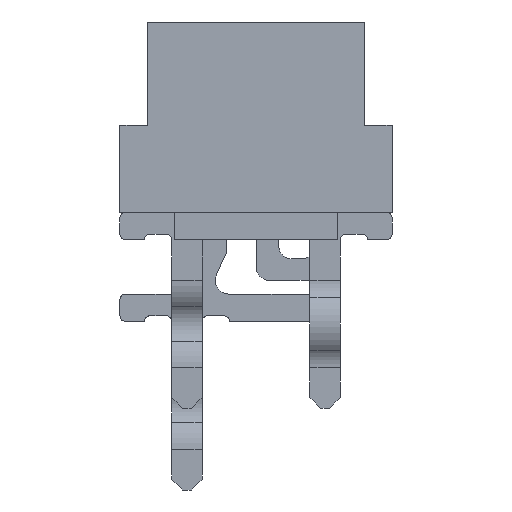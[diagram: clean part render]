
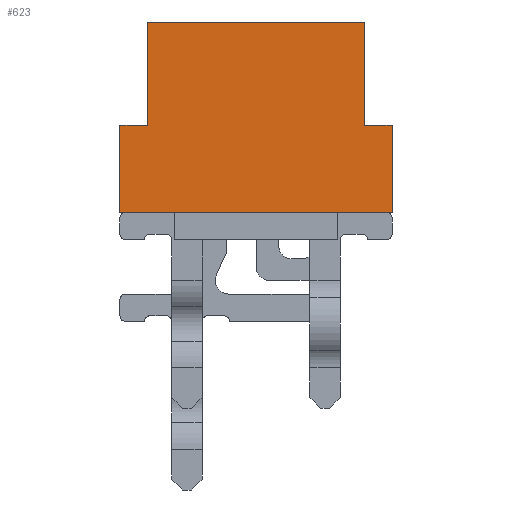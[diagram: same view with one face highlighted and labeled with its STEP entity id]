
A CAD part, left-side view. The second image highlights one B-rep face of the part: STEP entity #623.
In plain terms, the highlighted planar face has unit normal (-1, 0, 0).
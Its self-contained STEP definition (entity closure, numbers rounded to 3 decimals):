
#623 = ADVANCED_FACE( '', ( #1455 ), #1456, .F. );
#1455 = FACE_OUTER_BOUND( '', #2537, .T. );
#1456 = PLANE( '', #2538 );
#2537 = EDGE_LOOP( '', ( #4419, #4420, #4421, #4422, #4423, #4424, #4425, #4426 ) );
#2538 = AXIS2_PLACEMENT_3D( '', #4427, #4428, #4429 );
#4419 = ORIENTED_EDGE( '', *, *, #7434, .T. );
#4420 = ORIENTED_EDGE( '', *, *, #7435, .F. );
#4421 = ORIENTED_EDGE( '', *, *, #7090, .F. );
#4422 = ORIENTED_EDGE( '', *, *, #7436, .F. );
#4423 = ORIENTED_EDGE( '', *, *, #7213, .T. );
#4424 = ORIENTED_EDGE( '', *, *, #7437, .T. );
#4425 = ORIENTED_EDGE( '', *, *, #7257, .F. );
#4426 = ORIENTED_EDGE( '', *, *, #7438, .T. );
#4427 = CARTESIAN_POINT( '', ( -8.65, 2.5, 1.6 ) );
#4428 = DIRECTION( '', ( 1., 0., 0. ) );
#4429 = DIRECTION( '', ( 0., 0., -1. ) );
#7090 = EDGE_CURVE( '', #8774, #8776, #8777, .T. );
#7213 = EDGE_CURVE( '', #8963, #8980, #8982, .T. );
#7257 = EDGE_CURVE( '', #9056, #9051, #9058, .T. );
#7434 = EDGE_CURVE( '', #9336, #9337, #9338, .T. );
#7435 = EDGE_CURVE( '', #8776, #9337, #9339, .T. );
#7436 = EDGE_CURVE( '', #8963, #8774, #9340, .T. );
#7437 = EDGE_CURVE( '', #8980, #9051, #9341, .T. );
#7438 = EDGE_CURVE( '', #9056, #9336, #9342, .T. );
#8774 = VERTEX_POINT( '', #11482 );
#8776 = VERTEX_POINT( '', #11485 );
#8777 = LINE( '', #11486, #11487 );
#8963 = VERTEX_POINT( '', #11760 );
#8980 = VERTEX_POINT( '', #11786 );
#8982 = LINE( '', #11789, #11790 );
#9051 = VERTEX_POINT( '', #11890 );
#9056 = VERTEX_POINT( '', #11897 );
#9058 = LINE( '', #11900, #11901 );
#9336 = VERTEX_POINT( '', #12316 );
#9337 = VERTEX_POINT( '', #12317 );
#9338 = LINE( '', #12318, #12319 );
#9339 = LINE( '', #12320, #12321 );
#9340 = LINE( '', #12322, #12323 );
#9341 = LINE( '', #12324, #12325 );
#9342 = LINE( '', #12326, #12327 );
#11482 = CARTESIAN_POINT( '', ( -8.65, -2., 1.6 ) );
#11485 = CARTESIAN_POINT( '', ( -8.65, -2.5, 1.6 ) );
#11486 = CARTESIAN_POINT( '', ( -8.65, 2.5, 1.6 ) );
#11487 = VECTOR( '', #14093, 1000. );
#11760 = CARTESIAN_POINT( '', ( -8.65, -2., 3.5 ) );
#11786 = CARTESIAN_POINT( '', ( -8.65, 2., 3.5 ) );
#11789 = CARTESIAN_POINT( '', ( -8.65, -2., 3.5 ) );
#11790 = VECTOR( '', #14197, 1000. );
#11890 = CARTESIAN_POINT( '', ( -8.65, 2., 1.6 ) );
#11897 = CARTESIAN_POINT( '', ( -8.65, 2.5, 1.6 ) );
#11900 = CARTESIAN_POINT( '', ( -8.65, 2.5, 1.6 ) );
#11901 = VECTOR( '', #14232, 1000. );
#12316 = CARTESIAN_POINT( '', ( -8.65, 2.5, 0. ) );
#12317 = CARTESIAN_POINT( '', ( -8.65, -2.5, 0. ) );
#12318 = CARTESIAN_POINT( '', ( -8.65, 2.5, 0. ) );
#12319 = VECTOR( '', #14379, 1000. );
#12320 = CARTESIAN_POINT( '', ( -8.65, -2.5, 1.6 ) );
#12321 = VECTOR( '', #14380, 1000. );
#12322 = CARTESIAN_POINT( '', ( -8.65, -2., 3.5 ) );
#12323 = VECTOR( '', #14381, 1000. );
#12324 = CARTESIAN_POINT( '', ( -8.65, 2., 3.5 ) );
#12325 = VECTOR( '', #14382, 1000. );
#12326 = CARTESIAN_POINT( '', ( -8.65, 2.5, 1.6 ) );
#12327 = VECTOR( '', #14383, 1000. );
#14093 = DIRECTION( '', ( 0., -1., 0. ) );
#14197 = DIRECTION( '', ( 0., 1., 0. ) );
#14232 = DIRECTION( '', ( 0., -1., 0. ) );
#14379 = DIRECTION( '', ( 0., -1., 0. ) );
#14380 = DIRECTION( '', ( 0., 0., -1. ) );
#14381 = DIRECTION( '', ( 0., 0., -1. ) );
#14382 = DIRECTION( '', ( 0., 0., -1. ) );
#14383 = DIRECTION( '', ( 0., 0., -1. ) );
